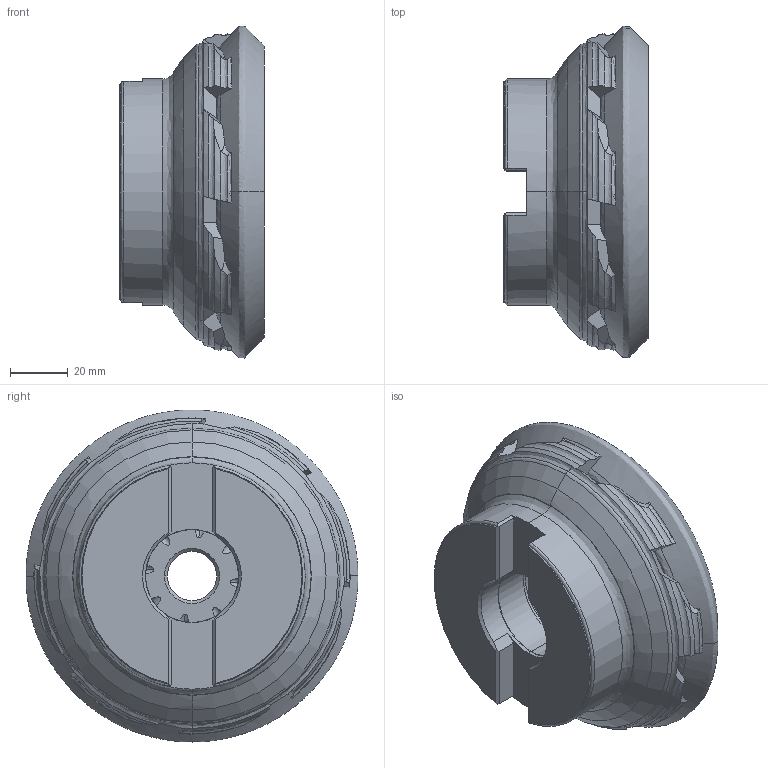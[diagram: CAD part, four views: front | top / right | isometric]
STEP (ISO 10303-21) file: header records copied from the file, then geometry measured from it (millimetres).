
FILE_DESCRIPTION (( 'STEP AP214' ), '1' );
FILE_NAME ('45PP-100-113-8.STEP', '2012-11-27T15:13:03', ( '' ), ( '' ), 'SwSTEP 2.0', 'SolidWorks 2012', '' );
FILE_SCHEMA (( 'AUTOMOTIVE_DESIGN' ));
Length unit declared in the file: millimetre
Products named in the file (1): 45PP-100-113-8
Bounding box: 50 x 114.48 x 114.49 mm (x, y, z)
Volume: 270645.2 mm3; surface area: 38407 mm2
Topology: 1 solids, 1 shells, 325 faces, 936 edges, 614 vertices
Faces by surface type: plane 127, bspline 99, cylinder 57, cone 42
Entity records: 19083 total; most frequent: CARTESIAN_POINT 8253, ORIENTED_EDGE 1872, DIRECTION 1048, EDGE_CURVE 936, VERTEX_POINT 614, B_SPLINE_CURVE_WITH_KNOTS 483, AXIS2_PLACEMENT_3D 426, EDGE_LOOP 328
